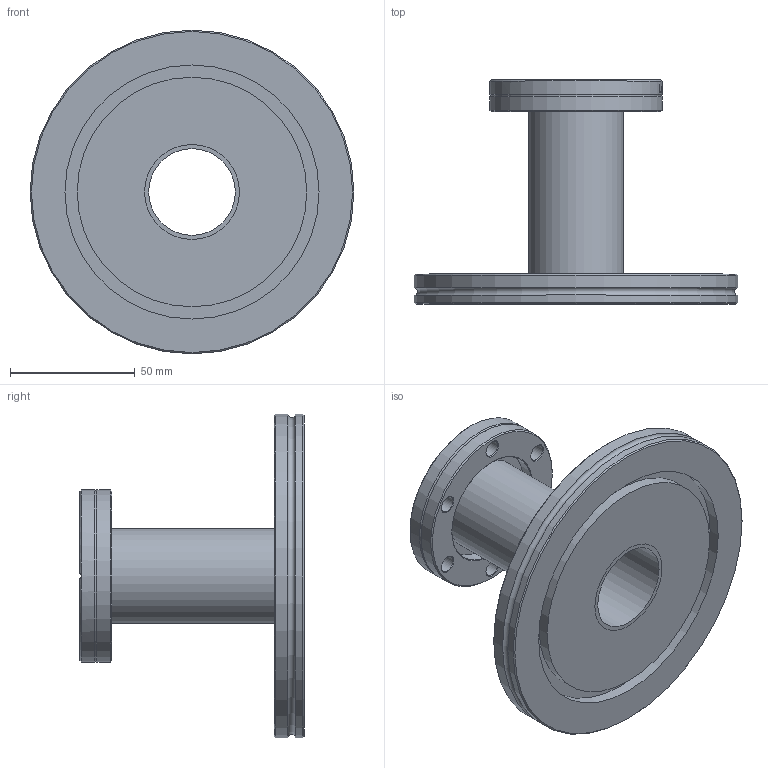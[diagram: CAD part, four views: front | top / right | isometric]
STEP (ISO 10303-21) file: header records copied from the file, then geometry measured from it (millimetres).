
FILE_DESCRIPTION(/* description */ (''),/* implementation_level */ '2;1');
FILE_NAME(/* name */ 'FL-40CF-100LF.stp',/* time_stamp */ '2024-02-27T17:09:58Z',/* author */ ('PaulJarvis'),/* organization */ (''),/* preprocessor_version */ 'ST-DEVELOPER v20',/* originating_system */ 'Autodesk Inventor 2024',/* authorisation */ '');
FILE_SCHEMA (('AUTOMOTIVE_DESIGN { 1 0 10303 214 3 1 1 }'));
Length unit declared in the file: millimetre
Products named in the file (6): FL-40CF-100LF; FL-40CFR-38; FL-40CF-OUT; FL-40CF-INB38.1; FL-100LF; tube
Assembly tree (5 placements, depth 3):
  FL-40CF-100LF
    FL-40CFR-38
      FL-40CF-OUT
      FL-40CF-INB38.1
    FL-100LF
    tube
Bounding box: 130 x 90 x 130 mm (x, y, z)
Volume: 175958.9 mm3; surface area: 68182.4 mm2
Topology: 4 solids, 4 shells, 154 faces, 392 edges, 258 vertices
Faces by surface type: plane 57, bspline 41, cylinder 32, cone 22, torus 2
Full cylindrical faces by diameter (mm): 6.7 x6, 34.8 x1, 36.6 x1, 38.1 x2, 38.2 x1, 45.5 x1, 48.1 x1, 48.3 x1, 69.1 x2, 92.2 x1, 102 x1, 113 x1, 125 x1, 130 x2
Entity records: 6380 total; most frequent: CARTESIAN_POINT 2553, ORIENTED_EDGE 784, DIRECTION 694, EDGE_CURVE 392, AXIS2_PLACEMENT_3D 270, VERTEX_POINT 258, EDGE_LOOP 186, FACE_OUTER_BOUND 154
